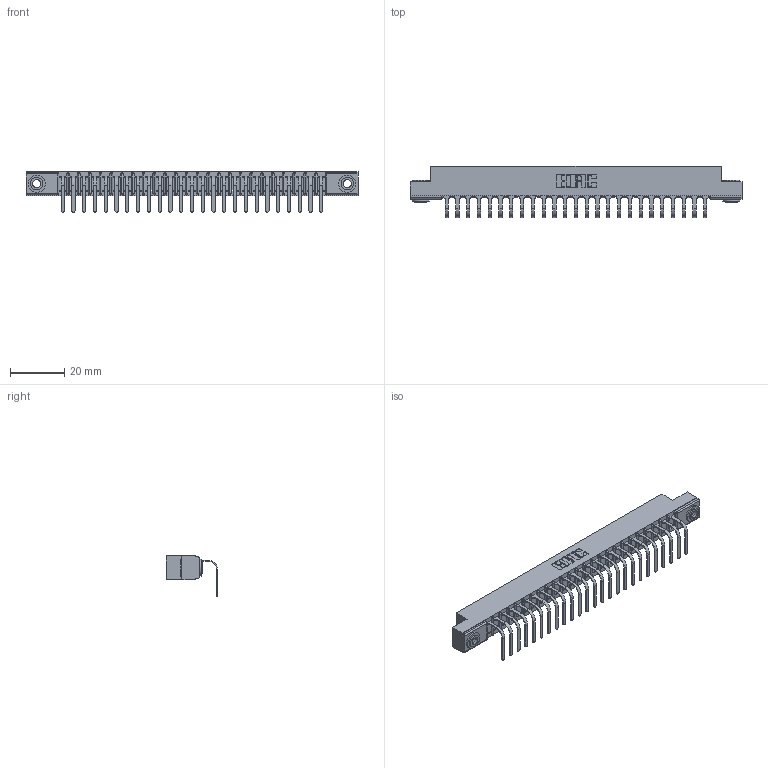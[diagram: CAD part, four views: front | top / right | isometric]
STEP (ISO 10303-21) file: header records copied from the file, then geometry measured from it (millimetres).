
FILE_DESCRIPTION (( 'STEP AP203' ), '1' );
FILE_NAME ('357-025-558-103.STEP', '2022-07-13T20:28:40', ( '' ), ( '' ), 'SwSTEP 2.0', 'SolidWorks 2020', '' );
FILE_SCHEMA (( 'CONFIG_CONTROL_DESIGN' ));
Length unit declared in the file: inch
Products named in the file (4): 307-290-001_558 - 2 (Single); 357-025-558-103; 345-250-002_345-250-002-102; 307 Part_.156 Dia Mounting Holes
Assembly tree (28 placements, depth 2):
  357-025-558-103
    307 Part_.156 Dia Mounting Holes
    307-290-001_558 - 2 (Single)  x25
    345-250-002_345-250-002-102  x2
Bounding box: 122.07 x 18.78 x 14.81 mm (x, y, z)
Volume: 7804 mm3; surface area: 13086 mm2
Topology: 28 solids, 28 shells, 1696 faces, 4785 edges, 3082 vertices
Faces by surface type: plane 1069, cylinder 567, sphere 52, cone 8
Entity records: 24697 total; most frequent: CARTESIAN_POINT 4133, ORIENTED_EDGE 4110, DIRECTION 4045, EDGE_CURVE 2055, VECTOR 1561, LINE 1561, VERTEX_POINT 1330, AXIS2_PLACEMENT_3D 1242
